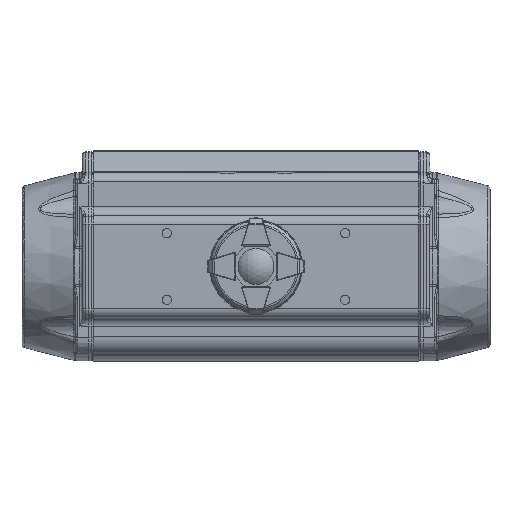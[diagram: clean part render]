
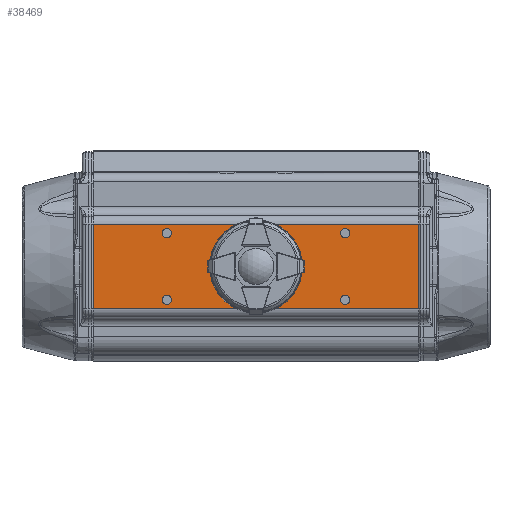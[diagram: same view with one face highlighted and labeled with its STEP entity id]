
A CAD part, top view. The second image highlights one B-rep face of the part: STEP entity #38469.
In plain terms, the highlighted face is planar.
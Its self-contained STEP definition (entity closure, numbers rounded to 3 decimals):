
#2018=LINE('',#73322,#3850);
#2019=LINE('',#73334,#3851);
#2020=LINE('',#73336,#3852);
#2021=LINE('',#73338,#3853);
#3850=VECTOR('',#47090,1000.);
#3851=VECTOR('',#47103,1000.);
#3852=VECTOR('',#47104,1000.);
#3853=VECTOR('',#47105,1000.);
#7126=PLANE('',#41369);
#11750=ORIENTED_EDGE('',*,*,#20343,.T.);
#11751=ORIENTED_EDGE('',*,*,#20344,.T.);
#11752=ORIENTED_EDGE('',*,*,#20345,.T.);
#11753=ORIENTED_EDGE('',*,*,#20346,.T.);
#11754=ORIENTED_EDGE('',*,*,#20347,.T.);
#11755=ORIENTED_EDGE('',*,*,#20348,.F.);
#11756=ORIENTED_EDGE('',*,*,#20342,.T.);
#11757=ORIENTED_EDGE('',*,*,#20349,.T.);
#11758=ORIENTED_EDGE('',*,*,#20350,.F.);
#20342=EDGE_CURVE('',#24970,#24971,#2018,.T.);
#20343=EDGE_CURVE('',#24972,#24972,#27628,.T.);
#20344=EDGE_CURVE('',#24973,#24973,#27629,.T.);
#20345=EDGE_CURVE('',#24974,#24974,#27630,.T.);
#20346=EDGE_CURVE('',#24975,#24975,#27631,.T.);
#20347=EDGE_CURVE('',#24976,#24976,#27632,.T.);
#20348=EDGE_CURVE('',#24970,#24977,#2019,.T.);
#20349=EDGE_CURVE('',#24971,#24978,#2020,.T.);
#20350=EDGE_CURVE('',#24977,#24978,#2021,.T.);
#24970=VERTEX_POINT('',#73319);
#24971=VERTEX_POINT('',#73321);
#24972=VERTEX_POINT('',#73325);
#24973=VERTEX_POINT('',#73327);
#24974=VERTEX_POINT('',#73329);
#24975=VERTEX_POINT('',#73331);
#24976=VERTEX_POINT('',#73333);
#24977=VERTEX_POINT('',#73335);
#24978=VERTEX_POINT('',#73337);
#27628=CIRCLE('',#41370,2.067);
#27629=CIRCLE('',#41371,2.067);
#27630=CIRCLE('',#41372,2.067);
#27631=CIRCLE('',#41373,2.067);
#27632=CIRCLE('',#41374,15.75);
#29867=EDGE_LOOP('',(#11750));
#29868=EDGE_LOOP('',(#11751));
#29869=EDGE_LOOP('',(#11752));
#29870=EDGE_LOOP('',(#11753));
#29871=EDGE_LOOP('',(#11754));
#29872=EDGE_LOOP('',(#11755,#11756,#11757,#11758));
#32779=FACE_BOUND('',#29867,.T.);
#32780=FACE_BOUND('',#29868,.T.);
#32781=FACE_BOUND('',#29869,.T.);
#32782=FACE_BOUND('',#29870,.T.);
#32783=FACE_BOUND('',#29871,.T.);
#32784=FACE_BOUND('',#29872,.T.);
#38469=ADVANCED_FACE('',(#32779,#32780,#32781,#32782,#32783,#32784),#7126,
 .T.);
#41369=AXIS2_PLACEMENT_3D('',#73323,#47091,#47092);
#41370=AXIS2_PLACEMENT_3D('',#73324,#47093,#47094);
#41371=AXIS2_PLACEMENT_3D('',#73326,#47095,#47096);
#41372=AXIS2_PLACEMENT_3D('',#73328,#47097,#47098);
#41373=AXIS2_PLACEMENT_3D('',#73330,#47099,#47100);
#41374=AXIS2_PLACEMENT_3D('',#73332,#47101,#47102);
#47090=DIRECTION('',(0.,0.,-1.));
#47091=DIRECTION('',(0.,1.,0.));
#47092=DIRECTION('',(0.,0.,1.));
#47093=DIRECTION('',(0.,-1.,0.));
#47094=DIRECTION('',(0.,0.,1.));
#47095=DIRECTION('',(0.,-1.,0.));
#47096=DIRECTION('',(0.,0.,1.));
#47097=DIRECTION('',(0.,-1.,0.));
#47098=DIRECTION('',(0.,0.,1.));
#47099=DIRECTION('',(0.,-1.,0.));
#47100=DIRECTION('',(0.,0.,1.));
#47101=DIRECTION('',(0.,-1.,0.));
#47102=DIRECTION('',(0.,0.,1.));
#47103=DIRECTION('',(-1.,0.,0.));
#47104=DIRECTION('',(-1.,0.,0.));
#47105=DIRECTION('',(0.,0.,-1.));
#73319=CARTESIAN_POINT('',(19.,50.,146.));
#73321=CARTESIAN_POINT('',(19.,50.,0.));
#73322=CARTESIAN_POINT('',(19.,50.,0.));
#73323=CARTESIAN_POINT('',(19.,50.,0.));
#73324=CARTESIAN_POINT('',(15.,50.,113.));
#73325=CARTESIAN_POINT('',(15.,50.,115.067));
#73326=CARTESIAN_POINT('',(-15.,50.,113.));
#73327=CARTESIAN_POINT('',(-15.,50.,115.067));
#73328=CARTESIAN_POINT('',(-15.,50.,33.));
#73329=CARTESIAN_POINT('',(-15.,50.,35.067));
#73330=CARTESIAN_POINT('',(15.,50.,33.));
#73331=CARTESIAN_POINT('',(15.,50.,35.067));
#73332=CARTESIAN_POINT('',(0.,50.,73.));
#73333=CARTESIAN_POINT('',(0.,50.,88.75));
#73334=CARTESIAN_POINT('',(5.937,50.,146.));
#73335=CARTESIAN_POINT('',(-19.,50.,146.));
#73336=CARTESIAN_POINT('',(5.937,50.,0.));
#73337=CARTESIAN_POINT('',(-19.,50.,0.));
#73338=CARTESIAN_POINT('',(-19.,50.,0.));
